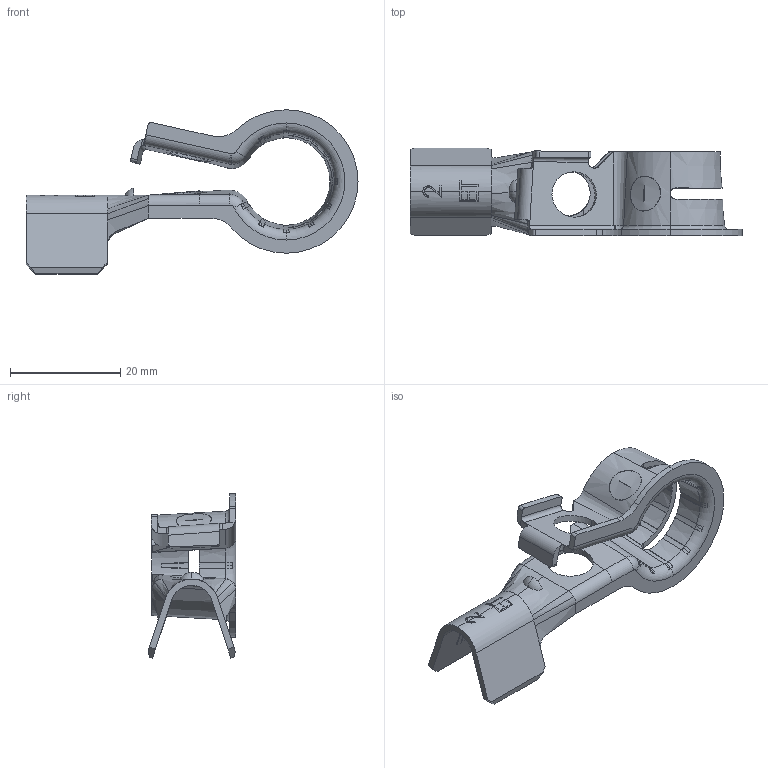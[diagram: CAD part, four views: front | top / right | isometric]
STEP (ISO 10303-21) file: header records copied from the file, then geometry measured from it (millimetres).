
FILE_DESCRIPTION (( 'STEP AP203' ), '1' );
FILE_NAME ('82410.STEP', '2015-02-24T14:53:32', ( '' ), ( '' ), 'SwSTEP 2.0', 'SolidWorks 2014', '' );
FILE_SCHEMA (( 'CONFIG_CONTROL_DESIGN' ));
Length unit declared in the file: inch
Products named in the file (1): 82410
Bounding box: 60.26 x 15.9 x 29.84 mm (x, y, z)
Volume: 2292.2 mm3; surface area: 4625.1 mm2
Topology: 1 solids, 1 shells, 394 faces, 1084 edges, 686 vertices
Faces by surface type: plane 172, cylinder 77, cone 69, bspline 40, torus 36
Entity records: 15047 total; most frequent: CARTESIAN_POINT 5152, ORIENTED_EDGE 2166, DIRECTION 1993, EDGE_CURVE 1083, AXIS2_PLACEMENT_3D 723, VERTEX_POINT 686, LINE 547, VECTOR 547
